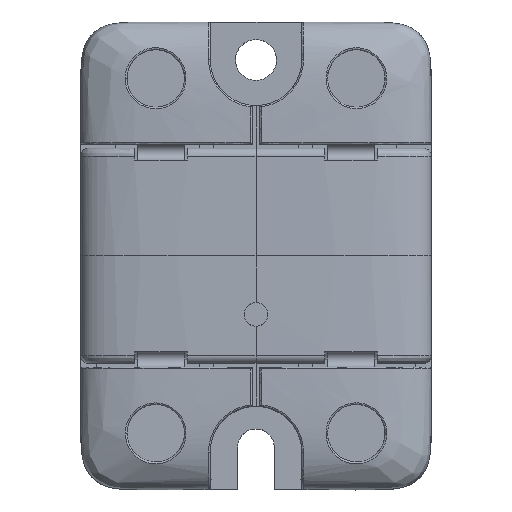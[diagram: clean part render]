
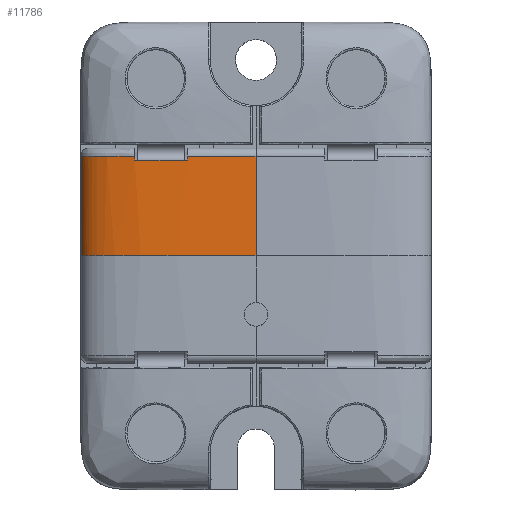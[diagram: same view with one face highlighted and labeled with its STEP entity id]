
A CAD part, top view. The second image highlights one B-rep face of the part: STEP entity #11786.
In plain terms, the highlighted free-form (B-spline) face has degree [5, 1] with [6, 2] control points.
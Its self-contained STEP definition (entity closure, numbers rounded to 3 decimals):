
#1167 = CARTESIAN_POINT ( 'NONE',  ( -22.286, 35.312, 22.267 ) ) ;
#1567 = CARTESIAN_POINT ( 'NONE',  ( -11.181, 47.492, 26.33 ) ) ;
#2481 = ORIENTED_EDGE ( 'NONE', *, *, #34157, .F. ) ;
#2567 = CARTESIAN_POINT ( 'NONE',  ( -22.286, 35.312, 24.225 ) ) ;
#3184 = CARTESIAN_POINT ( 'NONE',  ( -19.953, 35.312, 26.122 ) ) ;
#3878 = CARTESIAN_POINT ( 'NONE',  ( -21.173, 47.99, 24.286 ) ) ;
#4712 = VERTEX_POINT ( 'NONE', #29271 ) ;
#4865 = VERTEX_POINT ( 'NONE', #1167 ) ;
#5347 = CARTESIAN_POINT ( 'NONE',  ( -22.286, 47.99, 22.699 ) ) ;
#7173 = B_SPLINE_SURFACE_WITH_KNOTS ( 'NONE', 5, 1, ( 
 ( #30505, #49326 ),
 ( #59832, #58888 ),
 ( #54404, #20609 ),
 ( #40068, #49952 ),
 ( #10713, #15835 ),
 ( #54717, #10390 ) ),
 .UNSPECIFIED., .F., .F., .F.,
 ( 6, 6 ),
 ( 2, 2 ),
 ( 0., 18.461 ),
 ( 0., 27.356 ),
 .UNSPECIFIED. ) ;
#7213 = CARTESIAN_POINT ( 'NONE',  ( 0., 41.262, 26.435 ) ) ;
#7357 = CARTESIAN_POINT ( 'NONE',  ( -8.726, 47.492, 26.397 ) ) ;
#8493 = ORIENTED_EDGE ( 'NONE', *, *, #38535, .T. ) ;
#8595 = CARTESIAN_POINT ( 'NONE',  ( -8.726, 47.99, 26.397 ) ) ;
#10390 = CARTESIAN_POINT ( 'NONE',  ( 0., 48.99, 26.435 ) ) ;
#10493 = CARTESIAN_POINT ( 'NONE',  ( -14.473, 47.492, 26.114 ) ) ;
#10713 = CARTESIAN_POINT ( 'NONE',  ( -7.06, 21.634, 26.435 ) ) ;
#11786 = ADVANCED_FACE ( 'NONE', ( #24461 ), #7173, .T. ) ;
#12010 = CARTESIAN_POINT ( 'NONE',  ( 0., 47.99, 26.435 ) ) ;
#12288 = CARTESIAN_POINT ( 'NONE',  ( -8.726, 47.99, 26.397 ) ) ;
#12345 = CARTESIAN_POINT ( 'NONE',  ( 0., 47.99, 26.435 ) ) ;
#12727 = CARTESIAN_POINT ( 'NONE',  ( -22.286, 46.152, 22.267 ) ) ;
#13361 = CARTESIAN_POINT ( 'NONE',  ( -22.286, 47.99, 22.267 ) ) ;
#13781 = CARTESIAN_POINT ( 'NONE',  ( -15.481, 47.99, 25.991 ) ) ;
#13905 = VERTEX_POINT ( 'NONE', #12288 ) ;
#14356 = ORIENTED_EDGE ( 'NONE', *, *, #51705, .T. ) ;
#14748 = EDGE_CURVE ( 'NONE', #16507, #48505, #30458, .T. ) ;
#14970 = VERTEX_POINT ( 'NONE', #56451 ) ;
#15259 = CARTESIAN_POINT ( 'NONE',  ( -20.04, 47.99, 24.929 ) ) ;
#15352 = CARTESIAN_POINT ( 'NONE',  ( -15.459, 47.99, 25.994 ) ) ;
#15569 = CARTESIAN_POINT ( 'NONE',  ( -19.327, 47.99, 25.207 ) ) ;
#15835 = CARTESIAN_POINT ( 'NONE',  ( -7.06, 48.99, 26.435 ) ) ;
#16075 = EDGE_CURVE ( 'NONE', #14970, #43789, #18267, .T. ) ;
#16507 = VERTEX_POINT ( 'NONE', #28955 ) ;
#16560 = CARTESIAN_POINT ( 'NONE',  ( -15.426, 47.492, 25.998 ) ) ;
#17077 = B_SPLINE_CURVE_WITH_KNOTS ( 'NONE', 3,
 ( #21668, #21358, #41116, #18462, #12727, #17514, #13361 ),
 .UNSPECIFIED., .F., .F.,
 ( 4, 3, 4 ),
 ( 13.678, 23.6, 26.356 ),
 .UNSPECIFIED. ) ;
#17269 = ORIENTED_EDGE ( 'NONE', *, *, #35215, .T. ) ;
#17514 = CARTESIAN_POINT ( 'NONE',  ( -22.286, 47.071, 22.267 ) ) ;
#18267 = B_SPLINE_CURVE_WITH_KNOTS ( 'NONE', 3,
 ( #44623, #21347, #1567, #21032, #10493, #16560 ),
 .UNSPECIFIED., .F., .F.,
 ( 4, 2, 4 ),
 ( 0., 0.5, 1. ),
 .UNSPECIFIED. ) ;
#18462 = CARTESIAN_POINT ( 'NONE',  ( -22.286, 45.233, 22.267 ) ) ;
#18636 = ORIENTED_EDGE ( 'NONE', *, *, #16075, .T. ) ;
#19728 = ORIENTED_EDGE ( 'NONE', *, *, #27527, .F. ) ;
#20601 =( BOUNDED_CURVE ( )  B_SPLINE_CURVE ( 3, ( #8595, #61879, #52616, #43057 ),
 .UNSPECIFIED., .F., .F. ) 
 B_SPLINE_CURVE_WITH_KNOTS ( ( 4, 4 ),
 ( 0., 1. ),
 .UNSPECIFIED. ) 
 CURVE ( )  GEOMETRIC_REPRESENTATION_ITEM ( )  RATIONAL_B_SPLINE_CURVE ( ( 1., 1., 1., 1. ) ) 
 REPRESENTATION_ITEM ( '' )  );
#20609 = CARTESIAN_POINT ( 'NONE',  ( -19.953, 48.99, 26.122 ) ) ;
#21032 = CARTESIAN_POINT ( 'NONE',  ( -13.427, 47.492, 26.202 ) ) ;
#21347 = CARTESIAN_POINT ( 'NONE',  ( -9.98, 47.492, 26.371 ) ) ;
#21358 = CARTESIAN_POINT ( 'NONE',  ( -22.286, 38.619, 22.267 ) ) ;
#21599 = ORIENTED_EDGE ( 'NONE', *, *, #58032, .T. ) ;
#21668 = CARTESIAN_POINT ( 'NONE',  ( -22.286, 35.312, 22.267 ) ) ;
#22033 = CARTESIAN_POINT ( 'NONE',  ( -7.06, 35.312, 26.435 ) ) ;
#22140 = CARTESIAN_POINT ( 'NONE',  ( -15.426, 47.492, 25.998 ) ) ;
#23653 = CARTESIAN_POINT ( 'NONE',  ( -16.613, 47.99, 25.85 ) ) ;
#24106 = EDGE_CURVE ( 'NONE', #48505, #4712, #39383, .T. ) ;
#24331 = EDGE_LOOP ( 'NONE', ( #35109, #2481, #8493, #14356, #19728, #21599, #18636, #17269, #31089 ) ) ;
#24461 = FACE_OUTER_BOUND ( 'NONE', #24331, .T. ) ;
#26072 = CARTESIAN_POINT ( 'NONE',  ( 0., 35.312, 26.435 ) ) ;
#26502 = CARTESIAN_POINT ( 'NONE',  ( 0., 35.312, 26.435 ) ) ;
#27527 = EDGE_CURVE ( 'NONE', #13905, #36181, #20601, .T. ) ;
#28955 = CARTESIAN_POINT ( 'NONE',  ( -15.426, 47.99, 25.998 ) ) ;
#29271 = CARTESIAN_POINT ( 'NONE',  ( -22.286, 47.99, 22.267 ) ) ;
#29763 = B_SPLINE_CURVE_WITH_KNOTS ( 'NONE', 1,
 ( #26072, #7213, #45192, #12345 ),
 .UNSPECIFIED., .F., .F.,
 ( 2, 1, 1, 2 ),
 ( 13.678, 19.628, 22.628, 26.356 ),
 .UNSPECIFIED. ) ;
#30173 = CARTESIAN_POINT ( 'NONE',  ( 0., 35.312, 26.435 ) ) ;
#30422 = CARTESIAN_POINT ( 'NONE',  ( -15.481, 47.99, 25.991 ) ) ;
#30458 = B_SPLINE_CURVE_WITH_KNOTS ( 'NONE', 5,
 ( #54547, #59035, #40527, #15352, #55182, #40840 ),
 .UNSPECIFIED., .F., .F.,
 ( 6, 6 ),
 ( 0., 1. ),
 .UNSPECIFIED. ) ;
#30505 = CARTESIAN_POINT ( 'NONE',  ( -22.286, 21.634, 22.267 ) ) ;
#31089 = ORIENTED_EDGE ( 'NONE', *, *, #14748, .T. ) ;
#31644 = CARTESIAN_POINT ( 'NONE',  ( -8.726, 47.99, 26.397 ) ) ;
#32312 = B_SPLINE_CURVE_WITH_KNOTS ( 'NONE', 1,
 ( #46891, #63146 ),
 .UNSPECIFIED., .F., .F.,
 ( 2, 2 ),
 ( 0., 1. ),
 .UNSPECIFIED. ) ;
#34157 = EDGE_CURVE ( 'NONE', #4865, #4712, #17077, .T. ) ;
#35026 = CARTESIAN_POINT ( 'NONE',  ( -21.593, 47.99, 23.92 ) ) ;
#35109 = ORIENTED_EDGE ( 'NONE', *, *, #24106, .T. ) ;
#35215 = EDGE_CURVE ( 'NONE', #43789, #16507, #32312, .T. ) ;
#36181 = VERTEX_POINT ( 'NONE', #12010 ) ;
#38199 = B_SPLINE_CURVE_WITH_KNOTS ( 'NONE', 5,
 ( #56141, #2567, #3184, #61566, #22033, #26502 ),
 .UNSPECIFIED., .F., .F.,
 ( 6, 6 ),
 ( 0., 18.461 ),
 .UNSPECIFIED. ) ;
#38535 = EDGE_CURVE ( 'NONE', #4865, #40892, #38199, .T. ) ;
#39383 = B_SPLINE_CURVE_WITH_KNOTS ( 'NONE', 3,
 ( #13781, #23653, #59568, #15569, #15259, #3878, #35026, #39509, #5347, #44271 ),
 .UNSPECIFIED., .F., .F.,
 ( 4, 2, 2, 2, 4 ),
 ( 0., 0.25, 0.5, 0.75, 1. ),
 .UNSPECIFIED. ) ;
#39509 = CARTESIAN_POINT ( 'NONE',  ( -22.15, 47.99, 23.127 ) ) ;
#40068 = CARTESIAN_POINT ( 'NONE',  ( -15.083, 21.634, 26.521 ) ) ;
#40527 = CARTESIAN_POINT ( 'NONE',  ( -15.448, 47.99, 25.995 ) ) ;
#40840 = CARTESIAN_POINT ( 'NONE',  ( -15.481, 47.99, 25.991 ) ) ;
#40892 = VERTEX_POINT ( 'NONE', #30173 ) ;
#41116 = CARTESIAN_POINT ( 'NONE',  ( -22.286, 41.926, 22.267 ) ) ;
#43057 = CARTESIAN_POINT ( 'NONE',  ( 0., 47.99, 26.435 ) ) ;
#43789 = VERTEX_POINT ( 'NONE', #22140 ) ;
#44271 = CARTESIAN_POINT ( 'NONE',  ( -22.286, 47.99, 22.267 ) ) ;
#44623 = CARTESIAN_POINT ( 'NONE',  ( -8.726, 47.492, 26.397 ) ) ;
#45192 = CARTESIAN_POINT ( 'NONE',  ( 0., 44.262, 26.435 ) ) ;
#46891 = CARTESIAN_POINT ( 'NONE',  ( -15.426, 47.492, 25.998 ) ) ;
#48505 = VERTEX_POINT ( 'NONE', #30422 ) ;
#49326 = CARTESIAN_POINT ( 'NONE',  ( -22.286, 48.99, 22.267 ) ) ;
#49952 = CARTESIAN_POINT ( 'NONE',  ( -15.083, 48.99, 26.521 ) ) ;
#51705 = EDGE_CURVE ( 'NONE', #40892, #36181, #29763, .T. ) ;
#52616 = CARTESIAN_POINT ( 'NONE',  ( -2.898, 47.99, 26.434 ) ) ;
#54404 = CARTESIAN_POINT ( 'NONE',  ( -19.953, 21.634, 26.122 ) ) ;
#54547 = CARTESIAN_POINT ( 'NONE',  ( -15.426, 47.99, 25.998 ) ) ;
#54717 = CARTESIAN_POINT ( 'NONE',  ( 0., 21.634, 26.435 ) ) ;
#55182 = CARTESIAN_POINT ( 'NONE',  ( -15.47, 47.99, 25.992 ) ) ;
#56141 = CARTESIAN_POINT ( 'NONE',  ( -22.286, 35.312, 22.267 ) ) ;
#56451 = CARTESIAN_POINT ( 'NONE',  ( -8.726, 47.492, 26.397 ) ) ;
#58032 = EDGE_CURVE ( 'NONE', #13905, #14970, #60427, .T. ) ;
#58888 = CARTESIAN_POINT ( 'NONE',  ( -22.286, 48.99, 24.225 ) ) ;
#59035 = CARTESIAN_POINT ( 'NONE',  ( -15.437, 47.99, 25.996 ) ) ;
#59568 = CARTESIAN_POINT ( 'NONE',  ( -17.614, 47.99, 25.667 ) ) ;
#59832 = CARTESIAN_POINT ( 'NONE',  ( -22.286, 21.634, 24.225 ) ) ;
#60427 = B_SPLINE_CURVE_WITH_KNOTS ( 'NONE', 1,
 ( #31644, #7357 ),
 .UNSPECIFIED., .F., .F.,
 ( 2, 2 ),
 ( 0., 1. ),
 .UNSPECIFIED. ) ;
#61566 = CARTESIAN_POINT ( 'NONE',  ( -15.083, 35.312, 26.521 ) ) ;
#61879 = CARTESIAN_POINT ( 'NONE',  ( -5.805, 47.99, 26.455 ) ) ;
#63146 = CARTESIAN_POINT ( 'NONE',  ( -15.426, 47.99, 25.998 ) ) ;
